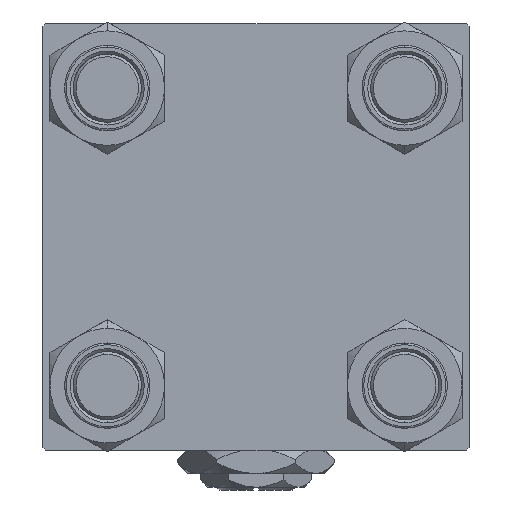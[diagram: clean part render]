
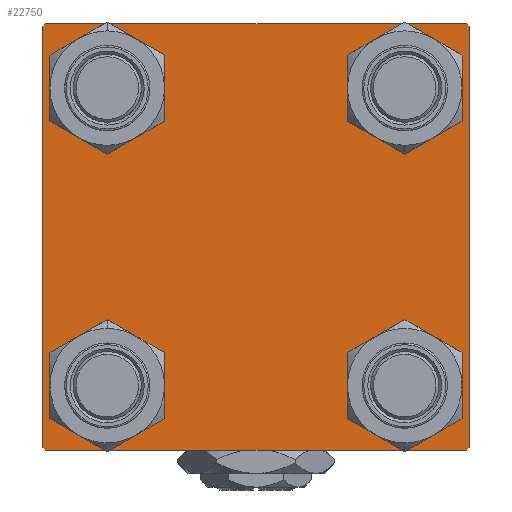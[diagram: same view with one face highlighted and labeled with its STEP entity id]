
A CAD part, left-side view. The second image highlights one B-rep face of the part: STEP entity #22750.
In plain terms, the highlighted planar face has unit normal (-1, 0, 0).
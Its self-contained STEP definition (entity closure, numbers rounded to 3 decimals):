
#47 = LINE ( 'NONE', #28849, #9207 ) ;
#286 = DIRECTION ( 'NONE',  ( 1., 0., 0. ) ) ;
#616 = DIRECTION ( 'NONE',  ( 1., 0., 0. ) ) ;
#875 = DIRECTION ( 'NONE',  ( 1., 0., 0. ) ) ;
#1064 = CIRCLE ( 'NONE', #30889, 6.5 ) ;
#1200 = ORIENTED_EDGE ( 'NONE', *, *, #38911, .F. ) ;
#1826 = AXIS2_PLACEMENT_3D ( 'NONE', #33129, #7544, #41114 ) ;
#2007 = DIRECTION ( 'NONE',  ( 0., -1., 0. ) ) ;
#2059 = EDGE_CURVE ( 'NONE', #46846, #24398, #47, .T. ) ;
#2139 = VERTEX_POINT ( 'NONE', #42110 ) ;
#2605 = ORIENTED_EDGE ( 'NONE', *, *, #22682, .T. ) ;
#3381 = ORIENTED_EDGE ( 'NONE', *, *, #49046, .T. ) ;
#3828 = CARTESIAN_POINT ( 'NONE',  ( 0., -37.5, -37. ) ) ;
#4270 = LINE ( 'NONE', #37286, #14477 ) ;
#4275 = CARTESIAN_POINT ( 'NONE',  ( 0., -37.5, 37. ) ) ;
#4861 = DIRECTION ( 'NONE',  ( 0., -0.707, 0.707 ) ) ;
#4958 = DIRECTION ( 'NONE',  ( 0., 0., 1. ) ) ;
#5204 = DIRECTION ( 'NONE',  ( 0., 0.707, 0.707 ) ) ;
#5498 = DIRECTION ( 'NONE',  ( 1., 0., 0. ) ) ;
#5999 = VERTEX_POINT ( 'NONE', #48904 ) ;
#6493 = AXIS2_PLACEMENT_3D ( 'NONE', #49636, #616, #20880 ) ;
#6730 = ORIENTED_EDGE ( 'NONE', *, *, #16061, .T. ) ;
#7544 = DIRECTION ( 'NONE',  ( 1., 0., 0. ) ) ;
#8667 = LINE ( 'NONE', #48643, #16869 ) ;
#8821 = EDGE_CURVE ( 'NONE', #46846, #5999, #4270, .T. ) ;
#8823 = VERTEX_POINT ( 'NONE', #15992 ) ;
#8946 = VECTOR ( 'NONE', #16269, 1000. ) ;
#9207 = VECTOR ( 'NONE', #12044, 1000. ) ;
#9304 = CARTESIAN_POINT ( 'NONE',  ( 0., -26.15, -26.15 ) ) ;
#9841 = VERTEX_POINT ( 'NONE', #18169 ) ;
#10268 = LINE ( 'NONE', #13462, #14214 ) ;
#10633 = FACE_BOUND ( 'NONE', #48655, .T. ) ;
#11277 = EDGE_CURVE ( 'NONE', #30871, #30971, #23068, .T. ) ;
#12044 = DIRECTION ( 'NONE',  ( 0., 0.707, -0.707 ) ) ;
#12558 = ORIENTED_EDGE ( 'NONE', *, *, #45588, .T. ) ;
#12625 = ORIENTED_EDGE ( 'NONE', *, *, #32673, .T. ) ;
#12889 = VERTEX_POINT ( 'NONE', #23801 ) ;
#13462 = CARTESIAN_POINT ( 'NONE',  ( 0., -37.25, 37.25 ) ) ;
#14214 = VECTOR ( 'NONE', #5204, 1000. ) ;
#14288 = EDGE_LOOP ( 'NONE', ( #47313, #32963 ) ) ;
#14376 = PLANE ( 'NONE',  #20058 ) ;
#14477 = VECTOR ( 'NONE', #49020, 1000. ) ;
#14641 = CARTESIAN_POINT ( 'NONE',  ( 0., 0., 0. ) ) ;
#14831 = CARTESIAN_POINT ( 'NONE',  ( 0., -26.15, 26.15 ) ) ;
#15135 = AXIS2_PLACEMENT_3D ( 'NONE', #46420, #875, #17136 ) ;
#15481 = CARTESIAN_POINT ( 'NONE',  ( 0., 26.15, 19.65 ) ) ;
#15992 = CARTESIAN_POINT ( 'NONE',  ( 0., 26.15, 32.65 ) ) ;
#16061 = EDGE_CURVE ( 'NONE', #52542, #8823, #1064, .T. ) ;
#16269 = DIRECTION ( 'NONE',  ( 0., -0.707, -0.707 ) ) ;
#16529 = CARTESIAN_POINT ( 'NONE',  ( 0., -26.15, 32.65 ) ) ;
#16869 = VECTOR ( 'NONE', #40642, 1000. ) ;
#17136 = DIRECTION ( 'NONE',  ( 0., 0., 1. ) ) ;
#17420 = VERTEX_POINT ( 'NONE', #4275 ) ;
#18169 = CARTESIAN_POINT ( 'NONE',  ( 0., -26.15, -19.65 ) ) ;
#18338 = LINE ( 'NONE', #34591, #25608 ) ;
#18826 = DIRECTION ( 'NONE',  ( 0., 0., 1. ) ) ;
#19512 = ORIENTED_EDGE ( 'NONE', *, *, #32345, .T. ) ;
#20058 = AXIS2_PLACEMENT_3D ( 'NONE', #14641, #30915, #47141 ) ;
#20211 = CARTESIAN_POINT ( 'NONE',  ( 0., 26.15, -26.15 ) ) ;
#20288 = VECTOR ( 'NONE', #4861, 1000. ) ;
#20545 = DIRECTION ( 'NONE',  ( 0., 0., 1. ) ) ;
#20880 = DIRECTION ( 'NONE',  ( 0., 0., 1. ) ) ;
#21734 = EDGE_CURVE ( 'NONE', #40674, #30828, #25291, .T. ) ;
#21804 = ORIENTED_EDGE ( 'NONE', *, *, #33488, .T. ) ;
#21963 = CIRCLE ( 'NONE', #23664, 6.5 ) ;
#21994 = CARTESIAN_POINT ( 'NONE',  ( 0., 37.5, -37.5 ) ) ;
#22371 = FACE_BOUND ( 'NONE', #49442, .T. ) ;
#22682 = EDGE_CURVE ( 'NONE', #31023, #9841, #51520, .T. ) ;
#22729 = VECTOR ( 'NONE', #2007, 1000. ) ;
#22750 = ADVANCED_FACE ( 'NONE', ( #50067, #22371, #38613, #10633, #50868 ), #14376, .T. ) ;
#23068 = CIRCLE ( 'NONE', #26463, 6.5 ) ;
#23420 = DIRECTION ( 'NONE',  ( 1., 0., 0. ) ) ;
#23664 = AXIS2_PLACEMENT_3D ( 'NONE', #14831, #5498, #18826 ) ;
#23801 = CARTESIAN_POINT ( 'NONE',  ( 0., -37., -37.5 ) ) ;
#24098 = CARTESIAN_POINT ( 'NONE',  ( 0., 26.15, -19.65 ) ) ;
#24398 = VERTEX_POINT ( 'NONE', #41093 ) ;
#24819 = CIRCLE ( 'NONE', #1826, 6.5 ) ;
#24873 = CARTESIAN_POINT ( 'NONE',  ( 0., -37.25, -37.25 ) ) ;
#25291 = LINE ( 'NONE', #32540, #8946 ) ;
#25567 = DIRECTION ( 'NONE',  ( 1., 0., 0. ) ) ;
#25608 = VECTOR ( 'NONE', #45773, 1000. ) ;
#25740 = CARTESIAN_POINT ( 'NONE',  ( 0., 37., -37.5 ) ) ;
#25774 = ORIENTED_EDGE ( 'NONE', *, *, #21734, .T. ) ;
#26329 = EDGE_CURVE ( 'NONE', #17420, #5999, #10268, .T. ) ;
#26350 = EDGE_CURVE ( 'NONE', #30828, #12889, #42228, .T. ) ;
#26463 = AXIS2_PLACEMENT_3D ( 'NONE', #20211, #23420, #40458 ) ;
#27065 = ORIENTED_EDGE ( 'NONE', *, *, #26350, .T. ) ;
#27589 = EDGE_LOOP ( 'NONE', ( #19512, #21804 ) ) ;
#28169 = ORIENTED_EDGE ( 'NONE', *, *, #8821, .F. ) ;
#28574 = AXIS2_PLACEMENT_3D ( 'NONE', #9304, #25567, #20545 ) ;
#28849 = CARTESIAN_POINT ( 'NONE',  ( 0., 37.25, 37.25 ) ) ;
#30828 = VERTEX_POINT ( 'NONE', #25740 ) ;
#30871 = VERTEX_POINT ( 'NONE', #35298 ) ;
#30889 = AXIS2_PLACEMENT_3D ( 'NONE', #33227, #41724, #4958 ) ;
#30915 = DIRECTION ( 'NONE',  ( -1., 0., 0. ) ) ;
#30971 = VERTEX_POINT ( 'NONE', #24098 ) ;
#31023 = VERTEX_POINT ( 'NONE', #48610 ) ;
#32258 = AXIS2_PLACEMENT_3D ( 'NONE', #44510, #286, #49035 ) ;
#32345 = EDGE_CURVE ( 'NONE', #36215, #2139, #21963, .T. ) ;
#32540 = CARTESIAN_POINT ( 'NONE',  ( 0., 37.25, -37.25 ) ) ;
#32673 = EDGE_CURVE ( 'NONE', #24398, #40674, #8667, .T. ) ;
#32963 = ORIENTED_EDGE ( 'NONE', *, *, #11277, .T. ) ;
#33129 = CARTESIAN_POINT ( 'NONE',  ( 0., 26.15, -26.15 ) ) ;
#33227 = CARTESIAN_POINT ( 'NONE',  ( 0., 26.15, 26.15 ) ) ;
#33488 = EDGE_CURVE ( 'NONE', #2139, #36215, #34780, .T. ) ;
#33573 = CARTESIAN_POINT ( 'NONE',  ( 0., 37.5, -37. ) ) ;
#33835 = CIRCLE ( 'NONE', #15135, 6.5 ) ;
#33985 = EDGE_CURVE ( 'NONE', #12889, #41550, #37372, .T. ) ;
#34552 = ORIENTED_EDGE ( 'NONE', *, *, #2059, .T. ) ;
#34568 = CIRCLE ( 'NONE', #6493, 6.5 ) ;
#34591 = CARTESIAN_POINT ( 'NONE',  ( 0., -37.5, 37.5 ) ) ;
#34780 = CIRCLE ( 'NONE', #32258, 6.5 ) ;
#35298 = CARTESIAN_POINT ( 'NONE',  ( 0., 26.15, -32.65 ) ) ;
#36215 = VERTEX_POINT ( 'NONE', #16529 ) ;
#37286 = CARTESIAN_POINT ( 'NONE',  ( 0., 37.5, 37.5 ) ) ;
#37372 = LINE ( 'NONE', #24873, #20288 ) ;
#38548 = CARTESIAN_POINT ( 'NONE',  ( 0., 37., 37.5 ) ) ;
#38613 = FACE_BOUND ( 'NONE', #14288, .T. ) ;
#38911 = EDGE_CURVE ( 'NONE', #17420, #41550, #18338, .T. ) ;
#40458 = DIRECTION ( 'NONE',  ( 0., 0., 1. ) ) ;
#40642 = DIRECTION ( 'NONE',  ( 0., 0., -1. ) ) ;
#40674 = VERTEX_POINT ( 'NONE', #33573 ) ;
#41093 = CARTESIAN_POINT ( 'NONE',  ( 0., 37.5, 37. ) ) ;
#41114 = DIRECTION ( 'NONE',  ( 0., 0., 1. ) ) ;
#41550 = VERTEX_POINT ( 'NONE', #3828 ) ;
#41724 = DIRECTION ( 'NONE',  ( 1., 0., 0. ) ) ;
#42110 = CARTESIAN_POINT ( 'NONE',  ( 0., -26.15, 19.65 ) ) ;
#42228 = LINE ( 'NONE', #21994, #22729 ) ;
#43784 = EDGE_CURVE ( 'NONE', #30971, #30871, #24819, .T. ) ;
#44510 = CARTESIAN_POINT ( 'NONE',  ( 0., -26.15, 26.15 ) ) ;
#45588 = EDGE_CURVE ( 'NONE', #8823, #52542, #34568, .T. ) ;
#45773 = DIRECTION ( 'NONE',  ( 0., 0., -1. ) ) ;
#46013 = ORIENTED_EDGE ( 'NONE', *, *, #26329, .T. ) ;
#46420 = CARTESIAN_POINT ( 'NONE',  ( 0., -26.15, -26.15 ) ) ;
#46846 = VERTEX_POINT ( 'NONE', #38548 ) ;
#47141 = DIRECTION ( 'NONE',  ( 0., 0., 1. ) ) ;
#47313 = ORIENTED_EDGE ( 'NONE', *, *, #43784, .T. ) ;
#48610 = CARTESIAN_POINT ( 'NONE',  ( 0., -26.15, -32.65 ) ) ;
#48643 = CARTESIAN_POINT ( 'NONE',  ( 0., 37.5, 37.5 ) ) ;
#48655 = EDGE_LOOP ( 'NONE', ( #12558, #6730 ) ) ;
#48904 = CARTESIAN_POINT ( 'NONE',  ( 0., -37., 37.5 ) ) ;
#49020 = DIRECTION ( 'NONE',  ( 0., -1., 0. ) ) ;
#49035 = DIRECTION ( 'NONE',  ( 0., 0., 1. ) ) ;
#49046 = EDGE_CURVE ( 'NONE', #9841, #31023, #33835, .T. ) ;
#49442 = EDGE_LOOP ( 'NONE', ( #3381, #2605 ) ) ;
#49636 = CARTESIAN_POINT ( 'NONE',  ( 0., 26.15, 26.15 ) ) ;
#49765 = EDGE_LOOP ( 'NONE', ( #12625, #25774, #27065, #51496, #1200, #46013, #28169, #34552 ) ) ;
#50067 = FACE_BOUND ( 'NONE', #27589, .T. ) ;
#50868 = FACE_OUTER_BOUND ( 'NONE', #49765, .T. ) ;
#51496 = ORIENTED_EDGE ( 'NONE', *, *, #33985, .T. ) ;
#51520 = CIRCLE ( 'NONE', #28574, 6.5 ) ;
#52542 = VERTEX_POINT ( 'NONE', #15481 ) ;
